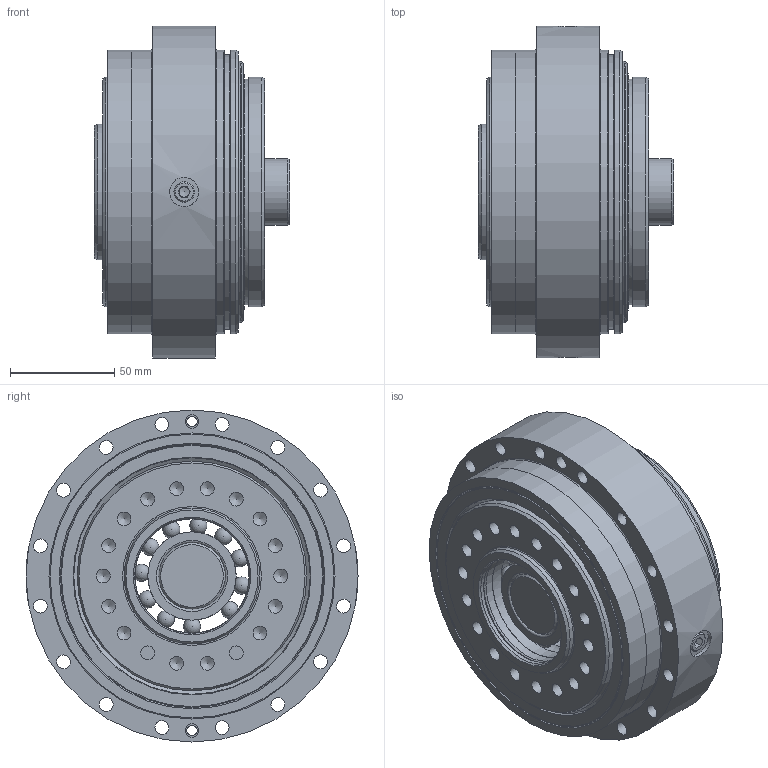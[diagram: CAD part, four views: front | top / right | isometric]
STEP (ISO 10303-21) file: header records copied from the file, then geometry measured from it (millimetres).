
FILE_DESCRIPTION(/* description */ (''),/* implementation_level */ '2;1');
FILE_NAME(/* name */ 'F4CF-DA25_X05103G.stp',/* time_stamp */ '2019-09-17T12:59:00+09:00',/* author */ ('ik43153556'),/* organization */ (''),/* preprocessor_version */ 'ST-DEVELOPER v17',/* originating_system */ 'Autodesk Inventor 2018',/* authorisation */ '');
FILE_SCHEMA (('AUTOMOTIVE_DESIGN { 1 0 10303 214 3 1 1 }'));
Length unit declared in the file: millimetre
Products named in the file (1): F4CF-DA25_X05103G
Bounding box: 93.5 x 159 x 159 mm (x, y, z)
Volume: 711841.9 mm3; surface area: 202676.9 mm2
Topology: 26 solids, 29 shells, 493 faces, 1503 edges, 1066 vertices
Faces by surface type: plane 150, cylinder 128, torus 107, cone 56, sphere 52
Full cylindrical faces by diameter (mm): 4.917 x2, 6.6 x18, 6.647 x18, 8 x6, 8.566 x2, 9 x6, 13 x6, 14 x14, 25.5 x1, 31.9 x1, 32 x4, 35 x2, 36.5 x2, 39.5 x3, 42.3 x4, 54.7 x4, 55 x2, 58 x1, 65 x5, 65.2 x1, 99 x1, 100.019 x2, 107 x1, 108 x2, 110 x3, 113.8 x1, 113.84 x1, 118.5 x1, 119.19 x1, 123.8 x1
Entity records: 19941 total; most frequent: CARTESIAN_POINT 5220, DIRECTION 3154, ORIENTED_EDGE 2828, AXIS2_PLACEMENT_3D 1420, EDGE_CURVE 1414, VERTEX_POINT 1150, CIRCLE 926, EDGE_LOOP 712
